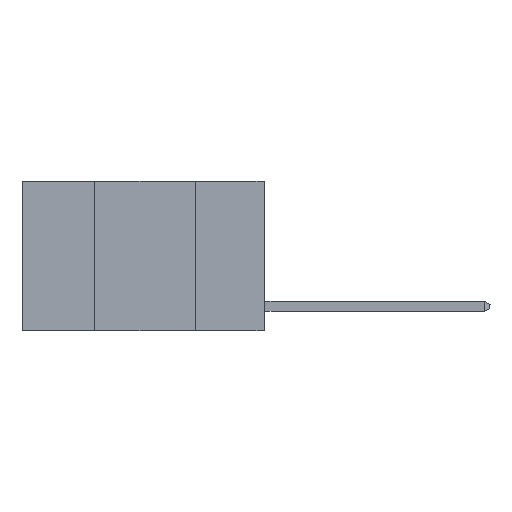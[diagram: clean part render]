
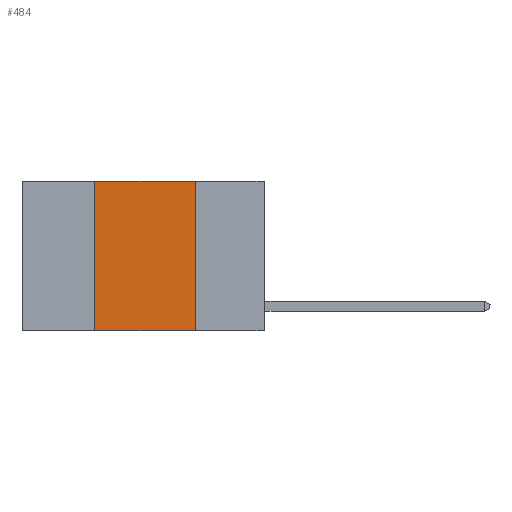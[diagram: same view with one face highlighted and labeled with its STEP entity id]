
A CAD part, left-side view. The second image highlights one B-rep face of the part: STEP entity #484.
In plain terms, the highlighted planar face has unit normal (-1, 0, 0).
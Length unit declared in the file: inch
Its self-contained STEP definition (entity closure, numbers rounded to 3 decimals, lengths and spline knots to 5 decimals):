
#484 = ADVANCED_FACE ( 'NONE', ( #12012 ), #10825, .F. ) ;
#1003 = EDGE_CURVE ( 'NONE', #9892, #15784, #12172, .T. ) ;
#1032 = EDGE_CURVE ( 'NONE', #3621, #15784, #5645, .T. ) ;
#1174 = EDGE_LOOP ( 'NONE', ( #15188, #11942, #2175, #17802 ) ) ;
#1369 = VERTEX_POINT ( 'NONE', #13222 ) ;
#1816 = DIRECTION ( 'NONE',  ( 0., -1., 0. ) ) ;
#2175 = ORIENTED_EDGE ( 'NONE', *, *, #17776, .F. ) ;
#2244 = CARTESIAN_POINT ( 'NONE',  ( 0., 0.17, 0. ) ) ;
#2309 = VECTOR ( 'NONE', #15063, 39.37008 ) ;
#3105 = VECTOR ( 'NONE', #8742, 39.37008 ) ;
#3621 = VERTEX_POINT ( 'NONE', #4949 ) ;
#3762 = VECTOR ( 'NONE', #1816, 39.37008 ) ;
#3765 = AXIS2_PLACEMENT_3D ( 'NONE', #5214, #8014, #17527 ) ;
#4195 = CARTESIAN_POINT ( 'NONE',  ( 0., 0.42, 0. ) ) ;
#4949 = CARTESIAN_POINT ( 'NONE',  ( 0., 0.42, -0.37 ) ) ;
#5214 = CARTESIAN_POINT ( 'NONE',  ( 0., 0.6, 0. ) ) ;
#5645 = LINE ( 'NONE', #12708, #3762 ) ;
#7913 = CARTESIAN_POINT ( 'NONE',  ( 0., 0.17, -0.37 ) ) ;
#8014 = DIRECTION ( 'NONE',  ( 1., 0., 0. ) ) ;
#8742 = DIRECTION ( 'NONE',  ( 0., -1., 0. ) ) ;
#8918 = CARTESIAN_POINT ( 'NONE',  ( 0., 0.6, 0. ) ) ;
#9384 = CARTESIAN_POINT ( 'NONE',  ( 0., 0.17, 0. ) ) ;
#9892 = VERTEX_POINT ( 'NONE', #2244 ) ;
#10825 = PLANE ( 'NONE',  #3765 ) ;
#11942 = ORIENTED_EDGE ( 'NONE', *, *, #12196, .F. ) ;
#12012 = FACE_OUTER_BOUND ( 'NONE', #1174, .T. ) ;
#12172 = LINE ( 'NONE', #9384, #2309 ) ;
#12196 = EDGE_CURVE ( 'NONE', #1369, #9892, #17236, .T. ) ;
#12373 = DIRECTION ( 'NONE',  ( 0., 0., 1. ) ) ;
#12708 = CARTESIAN_POINT ( 'NONE',  ( 0., 0.6, -0.37 ) ) ;
#13222 = CARTESIAN_POINT ( 'NONE',  ( 0., 0.42, 0. ) ) ;
#13819 = VECTOR ( 'NONE', #12373, 39.37008 ) ;
#15063 = DIRECTION ( 'NONE',  ( 0., 0., -1. ) ) ;
#15188 = ORIENTED_EDGE ( 'NONE', *, *, #1003, .F. ) ;
#15784 = VERTEX_POINT ( 'NONE', #7913 ) ;
#16714 = LINE ( 'NONE', #4195, #13819 ) ;
#17236 = LINE ( 'NONE', #8918, #3105 ) ;
#17527 = DIRECTION ( 'NONE',  ( 0., 0., -1. ) ) ;
#17776 = EDGE_CURVE ( 'NONE', #3621, #1369, #16714, .T. ) ;
#17802 = ORIENTED_EDGE ( 'NONE', *, *, #1032, .T. ) ;
